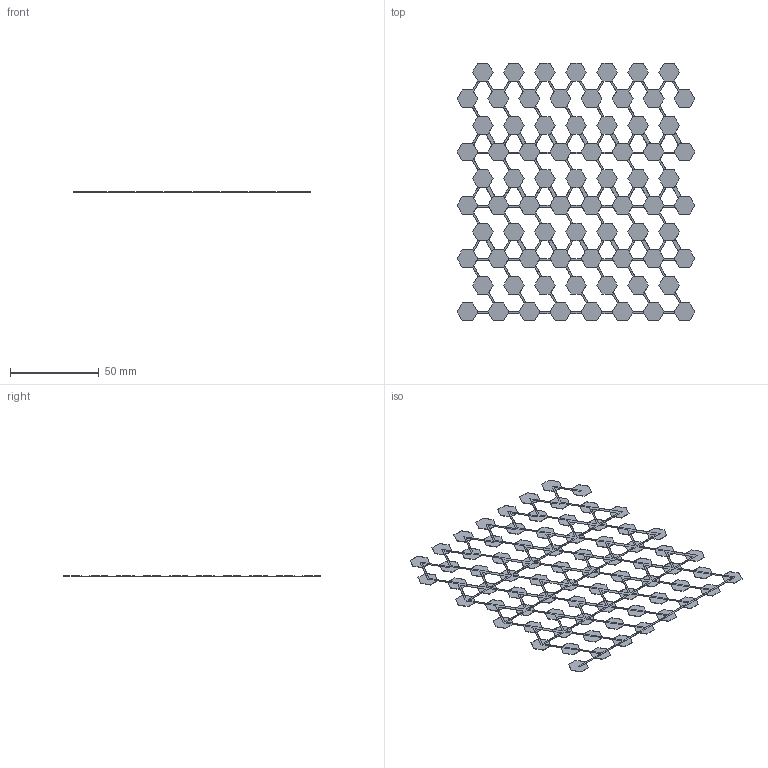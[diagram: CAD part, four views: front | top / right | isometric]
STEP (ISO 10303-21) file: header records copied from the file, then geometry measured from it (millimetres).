
FILE_DESCRIPTION(('STEP AP242'), '1');
FILE_NAME('Ïàòòåðí-HEX', '', ('UNSPECIFIED'), ('UNSPECIFIED'), 'C3D Converter', 'C3D Toolkit', '');
FILE_SCHEMA(('AP242_MANAGED_MODEL_BASED_3D_ENGINEERING_MIM_LF { 1 0 10303 442 1 1 4 }'));
Length unit declared in the file: millimetre
Bounding box: 133.87 x 145 x 0.21 mm (x, y, z)
Volume: 1333.2 mm3; surface area: 15436.7 mm2
Topology: 1 solids, 1 shells, 1088 faces, 2739 edges, 1602 vertices
Faces by surface type: plane 1088
Entity records: 31207 total; most frequent: ORIENTED_EDGE 5478, CARTESIAN_POINT 5430, DIRECTION 4917, EDGE_CURVE 2739, LINE 2739, VECTOR 2739, VERTEX_POINT 1602, FACE_BOUND 1127
